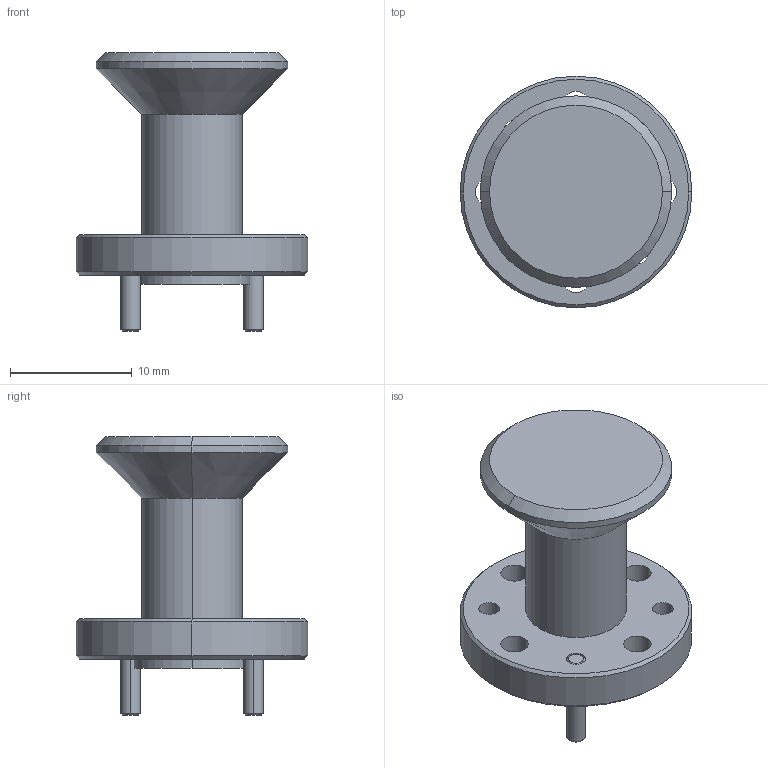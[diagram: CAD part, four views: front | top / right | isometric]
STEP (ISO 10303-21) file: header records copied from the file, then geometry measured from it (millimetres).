
FILE_DESCRIPTION (( 'STEP AP203' ), '1' );
FILE_NAME ('SAF-5037531340-165-S1.STEP', '2019-06-13T16:22:17', ( '' ), ( '' ), 'SwSTEP 2.0', 'SolidWorks 2016', '' );
FILE_SCHEMA (( 'CONFIG_CONTROL_DESIGN' ));
Length unit declared in the file: inch
Products named in the file (1): SAF-5037531340-165-S1
Bounding box: 19.05 x 19.05 x 22.92 mm (x, y, z)
Volume: 2140 mm3; surface area: 1621.4 mm2
Topology: 3 solids, 3 shells, 75 faces, 160 edges, 98 vertices
Faces by surface type: cylinder 38, cone 24, plane 13
Entity records: 2151 total; most frequent: DIRECTION 410, CARTESIAN_POINT 334, ORIENTED_EDGE 320, AXIS2_PLACEMENT_3D 174, EDGE_CURVE 160, EDGE_LOOP 98, VERTEX_POINT 98, CIRCLE 98
